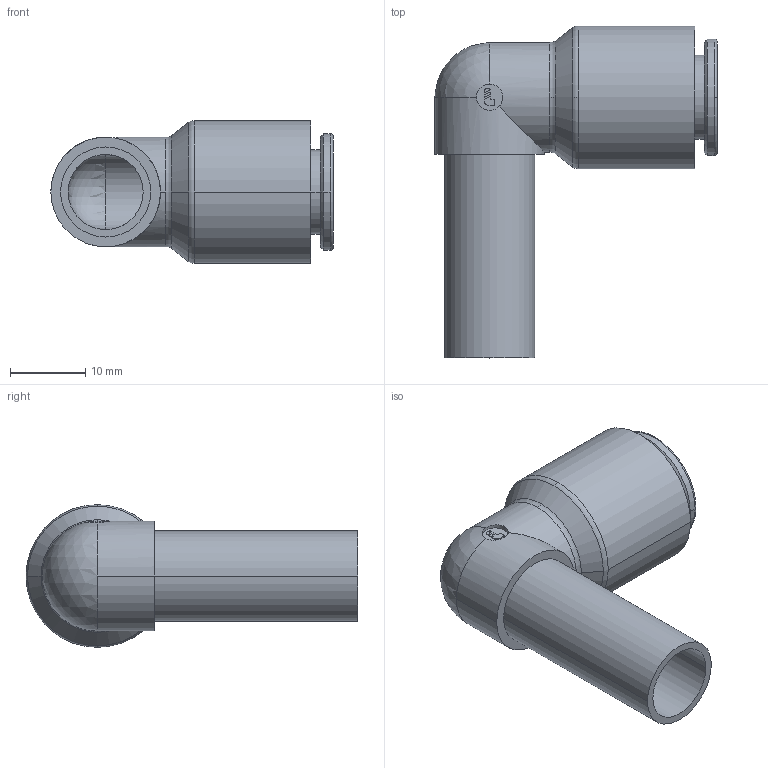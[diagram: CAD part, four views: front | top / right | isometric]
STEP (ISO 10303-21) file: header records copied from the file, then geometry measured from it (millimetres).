
FILE_DESCRIPTION(('STEP AP214'),'1');
FILE_NAME('3182_10_12.stp','2016-07-07T14:53:56',('TraceParts'),('TraceParts S.A.'),'Spatial InterOp 3D',' ',' ');
FILE_SCHEMA(('automotive_design'));
Length unit declared in the file: millimetre
Products named in the file (1): 1
Bounding box: 37.6 x 44.2 x 19 mm (x, y, z)
Volume: 6178.8 mm3; surface area: 5464.4 mm2
Topology: 1 solids, 1 shells, 58 faces, 149 edges, 96 vertices
Faces by surface type: cylinder 24, plane 22, torus 6, cone 4, sphere 2
Entity records: 1936 total; most frequent: CARTESIAN_POINT 453, DIRECTION 335, ORIENTED_EDGE 292, EDGE_CURVE 146, AXIS2_PLACEMENT_3D 134, VERTEX_POINT 96, CIRCLE 71, LINE 67
